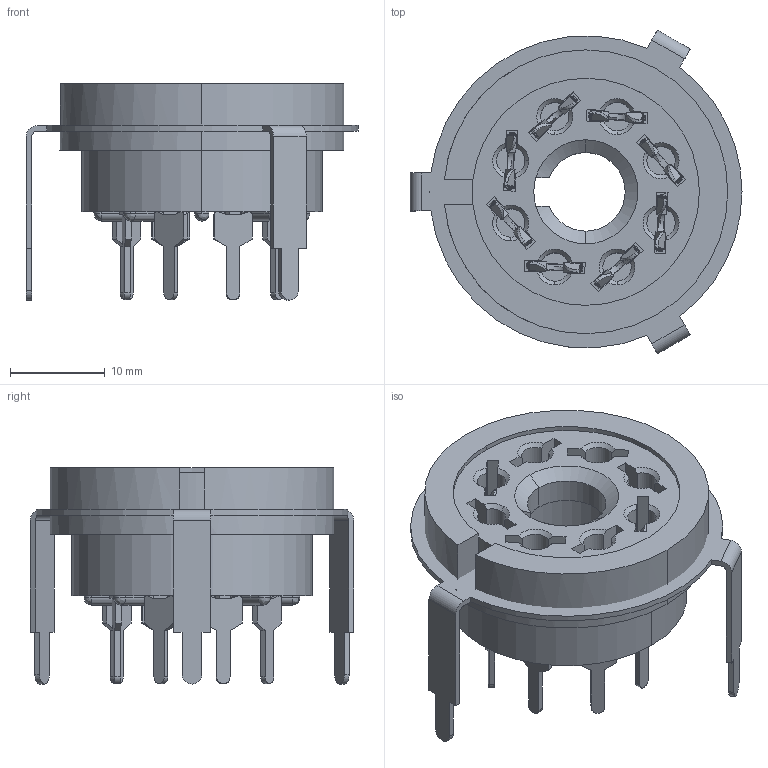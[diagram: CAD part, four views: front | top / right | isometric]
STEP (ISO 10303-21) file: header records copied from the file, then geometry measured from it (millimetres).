
FILE_DESCRIPTION (( 'STEP AP214' ), '1' );
FILE_NAME ('User Library-Belton-VT8-PTL.STEP', '2021-10-01T11:52:08', ( '' ), ( '' ), 'SwSTEP 2.0', 'SolidWorks 2021', '' );
FILE_SCHEMA (( 'AUTOMOTIVE_DESIGN' ));
Length unit declared in the file: millimetre
Products named in the file (1): User Library-Belton-VT8-PTL
Bounding box: 35.09 x 34.19 x 22.86 mm (x, y, z)
Volume: 6201.1 mm3; surface area: 7203.7 mm2
Topology: 19 solids, 19 shells, 827 faces, 2300 edges, 1505 vertices
Faces by surface type: plane 565, cylinder 213, cone 25, bspline 24
Entity records: 28775 total; most frequent: CARTESIAN_POINT 5635, ORIENTED_EDGE 4552, DIRECTION 4058, EDGE_CURVE 2276, LINE 1658, VECTOR 1658, VERTEX_POINT 1505, AXIS2_PLACEMENT_3D 1200
